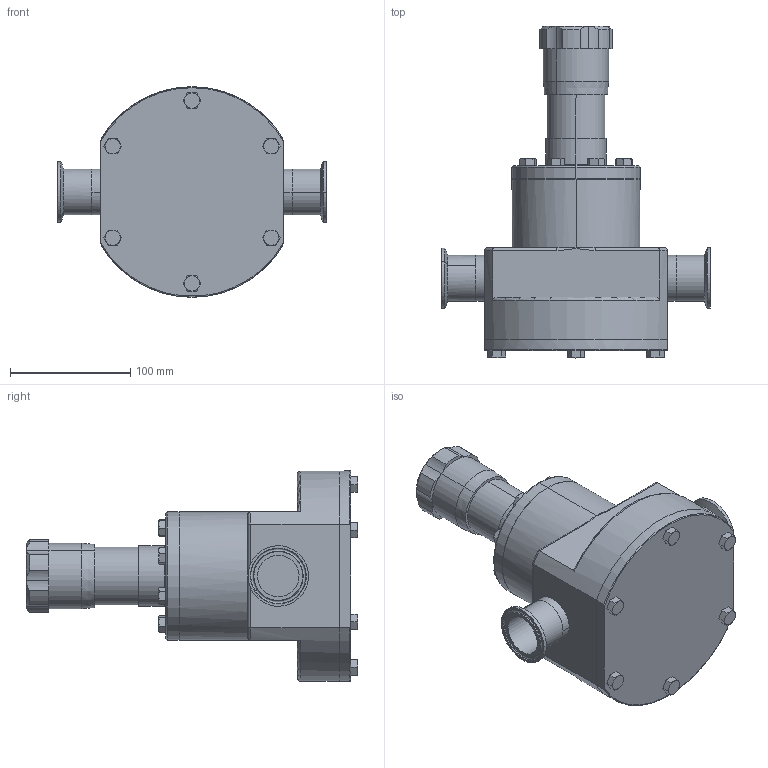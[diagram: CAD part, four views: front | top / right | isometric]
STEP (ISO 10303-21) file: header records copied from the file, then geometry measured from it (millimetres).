
FILE_DESCRIPTION (( 'STEP AP203' ), '1' );
FILE_NAME ('JSRHF-150-6C_5-7.5-10Cv.STEP', '2017-06-27T11:19:04', ( '' ), ( '' ), 'SwSTEP 2.0', 'SolidWorks 2014', '' );
FILE_SCHEMA (( 'CONFIG_CONTROL_DESIGN' ));
Length unit declared in the file: inch
Products named in the file (2): JSRHF-150-6C_5-7.5-10Cv
Bounding box: 224.03 x 276.35 x 175.26 mm (x, y, z)
Volume: 2584915 mm3; surface area: 156819.9 mm2
Topology: 1 solids, 1 shells, 308 faces, 692 edges, 411 vertices
Faces by surface type: plane 127, cone 104, cylinder 58, torus 17, bspline 2
Entity records: 9661 total; most frequent: CARTESIAN_POINT 2899, ORIENTED_EDGE 1384, DIRECTION 1344, EDGE_CURVE 692, AXIS2_PLACEMENT_3D 542, VERTEX_POINT 411, EDGE_LOOP 333, FACE_OUTER_BOUND 308
